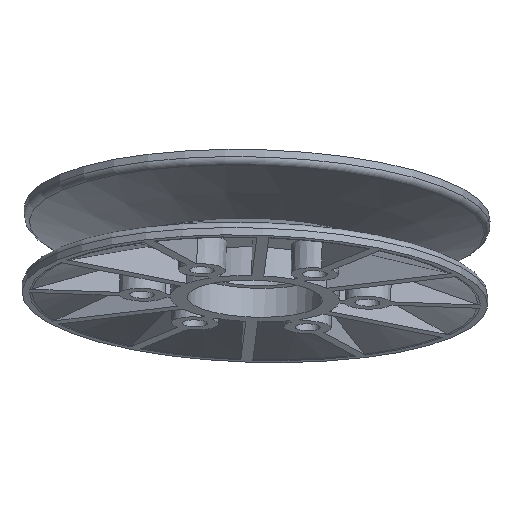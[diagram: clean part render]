
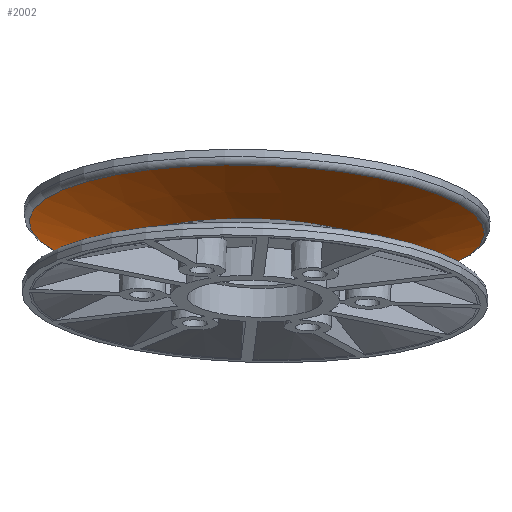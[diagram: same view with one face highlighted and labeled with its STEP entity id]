
A CAD part, front view. The second image highlights one B-rep face of the part: STEP entity #2002.
In plain terms, the highlighted conical face has half-angle 72 degrees and reference radius 28.575 mm.
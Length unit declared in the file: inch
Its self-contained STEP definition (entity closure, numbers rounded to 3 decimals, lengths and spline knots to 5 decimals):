
#312=CONICAL_SURFACE($,#2183,1.125,1.257);
#367=FACE_BOUND($,#585,.T.);
#432=FACE_OUTER_BOUND($,#584,.T.);
#584=EDGE_LOOP($,(#1449));
#585=EDGE_LOOP($,(#1450));
#772=CIRCLE($,#2182,1.89442);
#773=CIRCLE($,#2184,1.125);
#939=VERTEX_POINT($,#3242);
#940=VERTEX_POINT($,#3245);
#1148=EDGE_CURVE($,#939,#939,#772,.T.);
#1149=EDGE_CURVE($,#940,#940,#773,.T.);
#1449=ORIENTED_EDGE($,*,*,#1149,.T.);
#1450=ORIENTED_EDGE($,*,*,#1148,.F.);
#2002=ADVANCED_FACE($,(#432,#367),#312,.T.);
#2182=AXIS2_PLACEMENT_3D($,#3243,#2540,#2541);
#2183=AXIS2_PLACEMENT_3D($,#3244,#2542,#2543);
#2184=AXIS2_PLACEMENT_3D($,#3246,#2544,#2545);
#2540=DIRECTION('center_axis',(0.,1.,0.));
#2541=DIRECTION('ref_axis',(0.,0.,1.));
#2542=DIRECTION('center_axis',(0.,1.,0.));
#2543=DIRECTION('ref_axis',(0.,0.,1.));
#2544=DIRECTION('center_axis',(0.,1.,0.));
#2545=DIRECTION('ref_axis',(0.,0.,1.));
#3242=CARTESIAN_POINT('',(0.,0.25,1.89442));
#3243=CARTESIAN_POINT('Origin',(0.,0.25,0.));
#3244=CARTESIAN_POINT('Origin',(0.,0.,0.));
#3245=CARTESIAN_POINT('',(0.,0.,1.125));
#3246=CARTESIAN_POINT('Origin',(0.,0.,0.));
